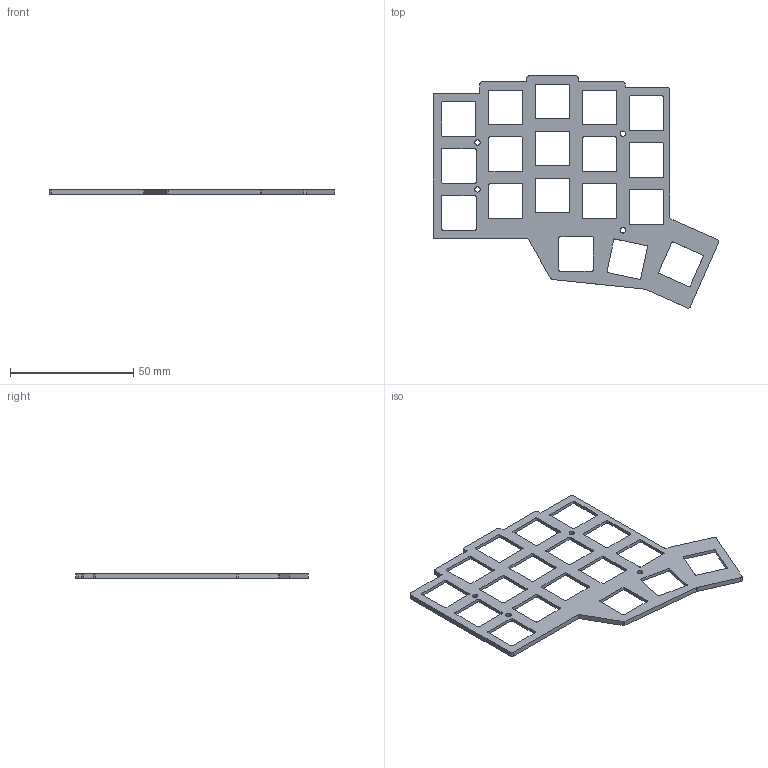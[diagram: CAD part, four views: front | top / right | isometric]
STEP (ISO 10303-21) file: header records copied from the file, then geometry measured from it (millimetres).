
FILE_DESCRIPTION(/* description */ (''),/* implementation_level */ '2;1');
FILE_NAME(/* name */ 'Corne V4 PME Choc V1 5 Column Switch Plate Left',/* time_stamp */ '2024-10-01T14:27:55+13:00',/* author */ (''),/* organization */ (''),/* preprocessor_version */ 'ST-DEVELOPER v16.5',/* originating_system */ 'Rhino 7.37',/* authorisation */ '');
FILE_SCHEMA (('AUTOMOTIVE_DESIGN_CC2'));
Length unit declared in the file: millimetre
Products named in the file (1): Document
Bounding box: 116.11 x 94.41 x 2 mm (x, y, z)
Volume: 7437.1 mm3; surface area: 10416.8 mm2
Topology: 1 solids, 1 shells, 246 faces, 690 edges, 460 vertices
Faces by surface type: bspline 118, plane 106, cylinder 22
Full cylindrical faces by diameter (mm): 2.2 x4
Entity records: 23957 total; most frequent: CARTESIAN_POINT 19642, ORIENTED_EDGE 1380, EDGE_CURVE 690, VERTEX_POINT 460, B_SPLINE_CURVE_WITH_KNOTS 443, EDGE_LOOP 304, ADVANCED_FACE 246, FACE_OUTER_BOUND 246
